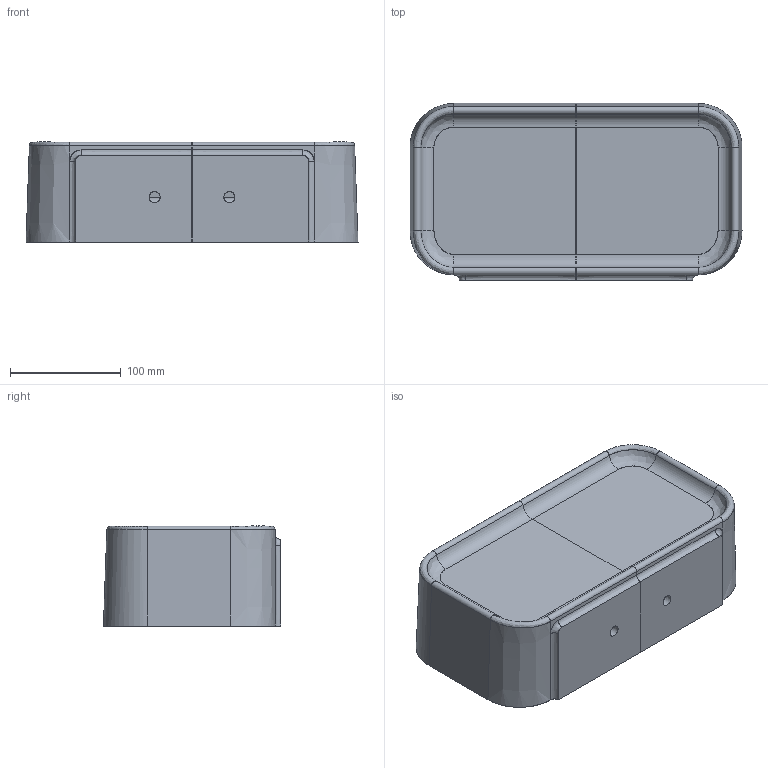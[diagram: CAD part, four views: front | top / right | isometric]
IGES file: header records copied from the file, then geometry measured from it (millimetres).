
Global section: file name: 7228.igs; native system: NX V10.0; preprocessor: SIEMENS PLM Software NX 10.0; date: 20190128.105710; units: millimetre
Bounding box: 299.3 x 159.65 x 90.2 mm (x, y, z)
Surface area: 207432.5 mm2 (no closed solid volume)
Topology: 0 solids, 0 shells, 109 faces, 776 edges, 770 vertices
Faces by surface type: bspline 109
